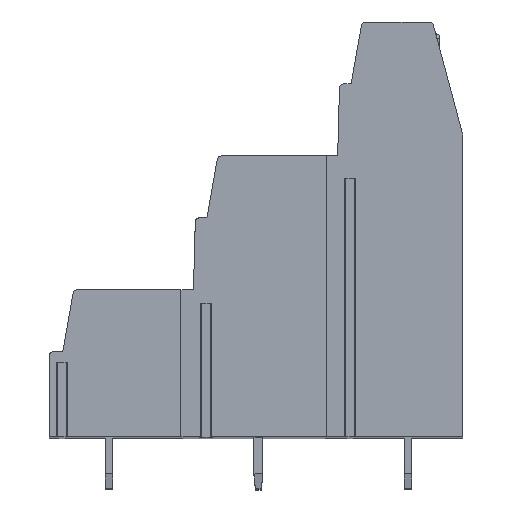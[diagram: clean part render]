
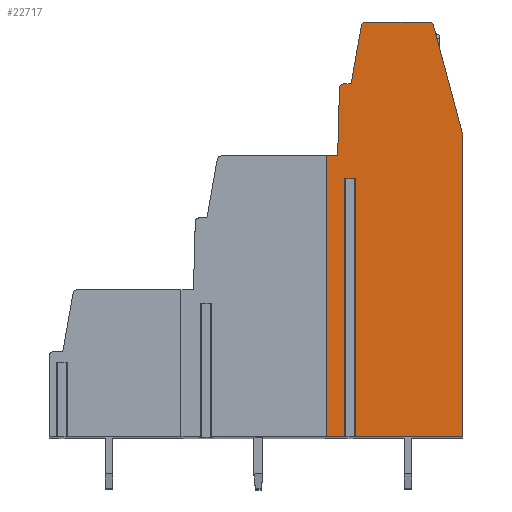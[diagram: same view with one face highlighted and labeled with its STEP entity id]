
A CAD part, top view. The second image highlights one B-rep face of the part: STEP entity #22717.
In plain terms, the highlighted planar face has unit normal (0, 0, 1).
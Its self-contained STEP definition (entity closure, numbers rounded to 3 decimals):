
#14=DIRECTION('',(-1.,0.,0.));
#15=VECTOR('',#14,0.743);
#16=CARTESIAN_POINT('',(1.908,2.65,58.42));
#17=LINE('',#16,#15);
#18=DIRECTION('',(0.,-1.,0.));
#19=VECTOR('',#18,17.55);
#20=CARTESIAN_POINT('',(1.165,2.65,58.42));
#21=LINE('',#20,#19);
#22=DIRECTION('',(1.,0.,0.));
#23=VECTOR('',#22,1.228);
#24=CARTESIAN_POINT('',(-0.063,-14.9,58.42));
#25=LINE('',#24,#23);
#26=DIRECTION('',(-1.,0.,0.));
#27=VECTOR('',#26,0.75);
#28=CARTESIAN_POINT('',(0.687,4.2,58.42));
#29=LINE('',#28,#27);
#30=DIRECTION('',(-0.026,-1.,0.));
#31=VECTOR('',#30,4.609);
#32=CARTESIAN_POINT('',(0.808,8.808,58.42));
#33=LINE('',#32,#31);
#34=CARTESIAN_POINT('',(1.108,8.8,58.42));
#35=DIRECTION('',(0.,0.,1.));
#36=DIRECTION('',(0.,1.,0.));
#37=AXIS2_PLACEMENT_3D('',#34,#35,#36);
#39=DIRECTION('',(-1.,0.,0.));
#40=VECTOR('',#39,0.497);
#41=CARTESIAN_POINT('',(1.605,9.1,58.42));
#42=LINE('',#41,#40);
#43=DIRECTION('',(-0.174,-0.985,0.));
#44=VECTOR('',#43,4.013);
#45=CARTESIAN_POINT('',(2.301,13.052,58.42));
#46=LINE('',#45,#44);
#47=CARTESIAN_POINT('',(2.597,13.,58.42));
#48=DIRECTION('',(0.,0.,1.));
#49=DIRECTION('',(0.,1.,0.));
#50=AXIS2_PLACEMENT_3D('',#47,#48,#49);
#52=DIRECTION('',(-1.,0.,0.));
#53=VECTOR('',#52,4.31);
#54=CARTESIAN_POINT('',(6.907,13.3,58.42));
#55=LINE('',#54,#53);
#56=CARTESIAN_POINT('',(6.907,13.,58.42));
#57=DIRECTION('',(0.,0.,1.));
#58=DIRECTION('',(0.966,0.259,0.));
#59=AXIS2_PLACEMENT_3D('',#56,#57,#58);
#61=CARTESIAN_POINT('',(8.187,5.518,58.42));
#62=DIRECTION('',(0.,0.,1.));
#63=DIRECTION('',(1.,0.,0.));
#64=AXIS2_PLACEMENT_3D('',#61,#62,#63);
#66=DIRECTION('',(0.,1.,0.));
#67=VECTOR('',#66,20.418);
#68=CARTESIAN_POINT('',(9.187,-14.9,58.42));
#69=LINE('',#68,#67);
#70=DIRECTION('',(1.,0.,0.));
#71=VECTOR('',#70,7.279);
#72=CARTESIAN_POINT('',(1.908,-14.9,58.42));
#73=LINE('',#72,#71);
#74=DIRECTION('',(0.,-1.,0.));
#75=VECTOR('',#74,17.55);
#76=CARTESIAN_POINT('',(1.908,2.65,58.42));
#77=LINE('',#76,#75);
#7288=DIRECTION('',(-0.259,0.966,0.));
#7289=VECTOR('',#7288,7.558);
#7290=CARTESIAN_POINT('',(9.153,5.777,58.42));
#7291=LINE('',#7290,#7289);
#12186=DIRECTION('',(0.,-1.,0.));
#12187=VECTOR('',#12186,19.1);
#12188=CARTESIAN_POINT('',(-0.063,4.2,58.42));
#12189=LINE('',#12188,#12187);
#17910=CARTESIAN_POINT('',(9.187,-14.9,58.42));
#17911=CARTESIAN_POINT('',(9.187,5.518,58.42));
#17912=VERTEX_POINT('',#17910);
#17913=VERTEX_POINT('',#17911);
#17914=CARTESIAN_POINT('',(9.153,5.777,58.42));
#17915=VERTEX_POINT('',#17914);
#17916=CARTESIAN_POINT('',(7.197,13.078,58.42));
#17917=CARTESIAN_POINT('',(6.907,13.3,58.42));
#17918=VERTEX_POINT('',#17916);
#17919=VERTEX_POINT('',#17917);
#17920=CARTESIAN_POINT('',(2.597,13.3,58.42));
#17921=VERTEX_POINT('',#17920);
#17922=CARTESIAN_POINT('',(2.301,13.052,58.42));
#17923=VERTEX_POINT('',#17922);
#17924=CARTESIAN_POINT('',(1.605,9.1,58.42));
#17925=VERTEX_POINT('',#17924);
#17926=CARTESIAN_POINT('',(1.108,9.1,58.42));
#17927=VERTEX_POINT('',#17926);
#17928=CARTESIAN_POINT('',(0.808,8.808,58.42));
#17929=VERTEX_POINT('',#17928);
#17930=CARTESIAN_POINT('',(0.687,4.2,58.42));
#17931=VERTEX_POINT('',#17930);
#17970=CARTESIAN_POINT('',(-0.063,-14.9,58.42));
#17972=VERTEX_POINT('',#17970);
#17978=CARTESIAN_POINT('',(-0.063,4.2,58.42));
#17979=VERTEX_POINT('',#17978);
#18026=CARTESIAN_POINT('',(1.908,2.65,58.42));
#18027=CARTESIAN_POINT('',(1.165,2.65,58.42));
#18028=VERTEX_POINT('',#18026);
#18029=VERTEX_POINT('',#18027);
#18030=CARTESIAN_POINT('',(1.908,-14.9,58.42));
#18031=VERTEX_POINT('',#18030);
#18032=CARTESIAN_POINT('',(1.165,-14.9,58.42));
#18033=VERTEX_POINT('',#18032);
#22676=CARTESIAN_POINT('',(0.,0.,58.42));
#22677=DIRECTION('',(0.,0.,1.));
#22678=DIRECTION('',(1.,0.,0.));
#22679=AXIS2_PLACEMENT_3D('',#22676,#22677,#22678);
#22680=PLANE('',#22679);
#22682=ORIENTED_EDGE('',*,*,#22681,.T.);
#22684=ORIENTED_EDGE('',*,*,#22683,.T.);
#22686=ORIENTED_EDGE('',*,*,#22685,.F.);
#22688=ORIENTED_EDGE('',*,*,#22687,.F.);
#22690=ORIENTED_EDGE('',*,*,#22689,.F.);
#22692=ORIENTED_EDGE('',*,*,#22691,.F.);
#22694=ORIENTED_EDGE('',*,*,#22693,.F.);
#22696=ORIENTED_EDGE('',*,*,#22695,.F.);
#22698=ORIENTED_EDGE('',*,*,#22697,.F.);
#22700=ORIENTED_EDGE('',*,*,#22699,.F.);
#22702=ORIENTED_EDGE('',*,*,#22701,.F.);
#22704=ORIENTED_EDGE('',*,*,#22703,.F.);
#22706=ORIENTED_EDGE('',*,*,#22705,.F.);
#22708=ORIENTED_EDGE('',*,*,#22707,.F.);
#22710=ORIENTED_EDGE('',*,*,#22709,.F.);
#22712=ORIENTED_EDGE('',*,*,#22711,.F.);
#22714=ORIENTED_EDGE('',*,*,#22713,.F.);
#22715=EDGE_LOOP('',(#22682,#22684,#22686,#22688,#22690,#22692,#22694,#22696,
#22698,#22700,#22702,#22704,#22706,#22708,#22710,#22712,#22714));
#22716=FACE_OUTER_BOUND('',#22715,.F.);
#38=CIRCLE('',#37,0.3);
#51=CIRCLE('',#50,0.3);
#60=CIRCLE('',#59,0.3);
#65=CIRCLE('',#64,1.);
#22681=EDGE_CURVE('',#18028,#18029,#17,.T.);
#22683=EDGE_CURVE('',#18029,#18033,#21,.T.);
#22685=EDGE_CURVE('',#17972,#18033,#25,.T.);
#22687=EDGE_CURVE('',#17979,#17972,#12189,.T.);
#22689=EDGE_CURVE('',#17931,#17979,#29,.T.);
#22691=EDGE_CURVE('',#17929,#17931,#33,.T.);
#22693=EDGE_CURVE('',#17927,#17929,#38,.T.);
#22695=EDGE_CURVE('',#17925,#17927,#42,.T.);
#22697=EDGE_CURVE('',#17923,#17925,#46,.T.);
#22699=EDGE_CURVE('',#17921,#17923,#51,.T.);
#22701=EDGE_CURVE('',#17919,#17921,#55,.T.);
#22703=EDGE_CURVE('',#17918,#17919,#60,.T.);
#22705=EDGE_CURVE('',#17915,#17918,#7291,.T.);
#22707=EDGE_CURVE('',#17913,#17915,#65,.T.);
#22709=EDGE_CURVE('',#17912,#17913,#69,.T.);
#22711=EDGE_CURVE('',#18031,#17912,#73,.T.);
#22713=EDGE_CURVE('',#18028,#18031,#77,.T.);
#22717=ADVANCED_FACE('',(#22716),#22680,.T.);
